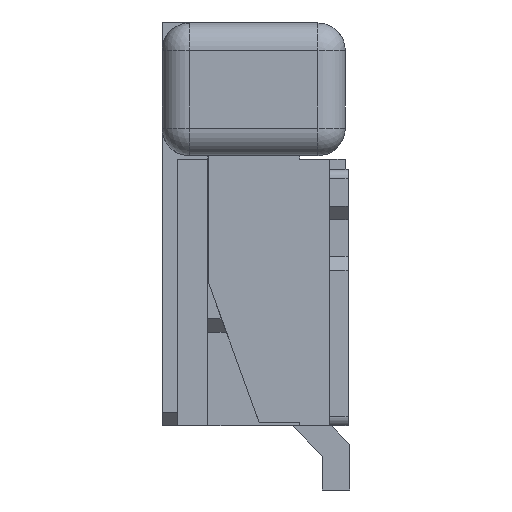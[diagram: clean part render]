
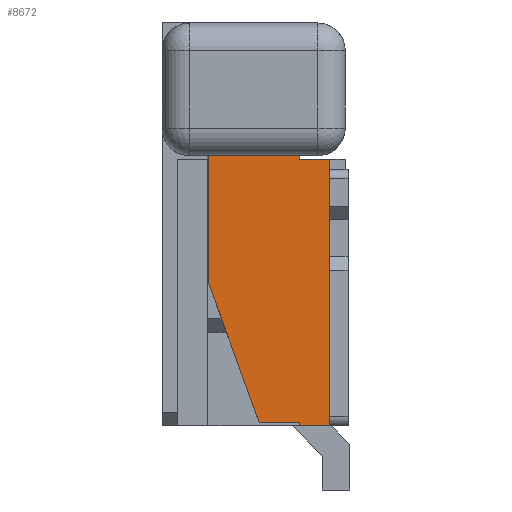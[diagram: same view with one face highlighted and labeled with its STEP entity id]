
A CAD part, left-side view. The second image highlights one B-rep face of the part: STEP entity #8672.
In plain terms, the highlighted planar face has unit normal (-1, 0, 0).
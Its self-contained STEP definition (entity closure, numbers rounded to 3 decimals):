
#243=FACE_OUTER_BOUND('',#697,.T.);
#697=EDGE_LOOP('',(#5674,#5675,#5676,#5677,#5678,#5679,#5680,#5681,#5682,
#5683));
#1177=LINE('',#12058,#2319);
#1201=LINE('',#12107,#2343);
#1204=LINE('',#12113,#2346);
#1218=LINE('',#12139,#2360);
#1240=LINE('',#12182,#2382);
#1245=LINE('',#12192,#2387);
#1251=LINE('',#12203,#2393);
#1252=LINE('',#12205,#2394);
#1253=LINE('',#12207,#2395);
#1254=LINE('',#12208,#2396);
#2319=VECTOR('',#9792,0.99);
#2343=VECTOR('',#9826,0.04);
#2346=VECTOR('',#9831,0.33);
#2360=VECTOR('',#9847,0.04);
#2382=VECTOR('',#9875,1.399);
#2387=VECTOR('',#9884,1.608);
#2393=VECTOR('',#9892,0.44);
#2394=VECTOR('',#9893,0.33);
#2395=VECTOR('',#9894,2.8);
#2396=VECTOR('',#9895,0.11);
#3466=VERTEX_POINT('',#12055);
#3467=VERTEX_POINT('',#12057);
#3487=VERTEX_POINT('',#12106);
#3489=VERTEX_POINT('',#12112);
#3499=VERTEX_POINT('',#12136);
#3500=VERTEX_POINT('',#12138);
#3518=VERTEX_POINT('',#12180);
#3521=VERTEX_POINT('',#12191);
#3526=VERTEX_POINT('',#12204);
#3527=VERTEX_POINT('',#12206);
#4301=EDGE_CURVE('',#3466,#3467,#1177,.T.);
#4325=EDGE_CURVE('',#3467,#3487,#1201,.T.);
#4328=EDGE_CURVE('',#3489,#3487,#1204,.T.);
#4342=EDGE_CURVE('',#3499,#3500,#1218,.T.);
#4364=EDGE_CURVE('',#3466,#3518,#1240,.T.);
#4369=EDGE_CURVE('',#3518,#3521,#1245,.T.);
#4375=EDGE_CURVE('',#3521,#3500,#1251,.T.);
#4376=EDGE_CURVE('',#3499,#3526,#1252,.T.);
#4377=EDGE_CURVE('',#3526,#3527,#1253,.T.);
#4378=EDGE_CURVE('',#3489,#3527,#1254,.T.);
#5674=ORIENTED_EDGE('',*,*,#4325,.F.);
#5675=ORIENTED_EDGE('',*,*,#4301,.F.);
#5676=ORIENTED_EDGE('',*,*,#4364,.T.);
#5677=ORIENTED_EDGE('',*,*,#4369,.T.);
#5678=ORIENTED_EDGE('',*,*,#4375,.T.);
#5679=ORIENTED_EDGE('',*,*,#4342,.F.);
#5680=ORIENTED_EDGE('',*,*,#4376,.T.);
#5681=ORIENTED_EDGE('',*,*,#4377,.T.);
#5682=ORIENTED_EDGE('',*,*,#4378,.F.);
#5683=ORIENTED_EDGE('',*,*,#4328,.T.);
#8014=PLANE('',#9162);
#8672=ADVANCED_FACE('',(#243),#8014,.T.);
#9162=AXIS2_PLACEMENT_3D('',#12202,#9890,#9891);
#9792=DIRECTION('',(0.,-1.,0.));
#9826=DIRECTION('',(0.,0.,-1.));
#9831=DIRECTION('',(0.,1.,0.));
#9847=DIRECTION('',(0.,0.,1.));
#9875=DIRECTION('',(0.,0.,-1.));
#9884=DIRECTION('',(0.,-0.342,-0.94));
#9890=DIRECTION('center_axis',(-1.,0.,0.));
#9891=DIRECTION('ref_axis',(0.,-1.,0.));
#9892=DIRECTION('',(0.,-1.,0.));
#9893=DIRECTION('',(0.,-1.,0.));
#9894=DIRECTION('',(0.,0.,1.));
#9895=DIRECTION('',(0.,0.,-1.));
#12055=CARTESIAN_POINT('',(-7.87,0.49,-1.45));
#12057=CARTESIAN_POINT('',(-7.87,-0.5,-1.45));
#12058=CARTESIAN_POINT('',(-7.87,0.49,-1.45));
#12106=CARTESIAN_POINT('',(-7.87,-0.5,-1.49));
#12107=CARTESIAN_POINT('',(-7.87,-0.5,-1.45));
#12112=CARTESIAN_POINT('',(-7.87,-0.83,-1.49));
#12113=CARTESIAN_POINT('',(-7.87,-0.83,-1.49));
#12136=CARTESIAN_POINT('',(-7.87,-0.5,-4.4));
#12138=CARTESIAN_POINT('',(-7.87,-0.5,-4.36));
#12139=CARTESIAN_POINT('',(-7.87,-0.5,-4.4));
#12180=CARTESIAN_POINT('',(-7.87,0.49,-2.849));
#12182=CARTESIAN_POINT('',(-7.87,0.49,-1.45));
#12191=CARTESIAN_POINT('',(-7.87,-0.06,-4.36));
#12192=CARTESIAN_POINT('',(-7.87,0.49,-2.849));
#12202=CARTESIAN_POINT('Origin',(-7.87,0.83,-1.45));
#12203=CARTESIAN_POINT('',(-7.87,-0.06,-4.36));
#12204=CARTESIAN_POINT('',(-7.87,-0.83,-4.4));
#12205=CARTESIAN_POINT('',(-7.87,-0.5,-4.4));
#12206=CARTESIAN_POINT('',(-7.87,-0.83,-1.6));
#12207=CARTESIAN_POINT('',(-7.87,-0.83,-4.4));
#12208=CARTESIAN_POINT('',(-7.87,-0.83,-1.49));
